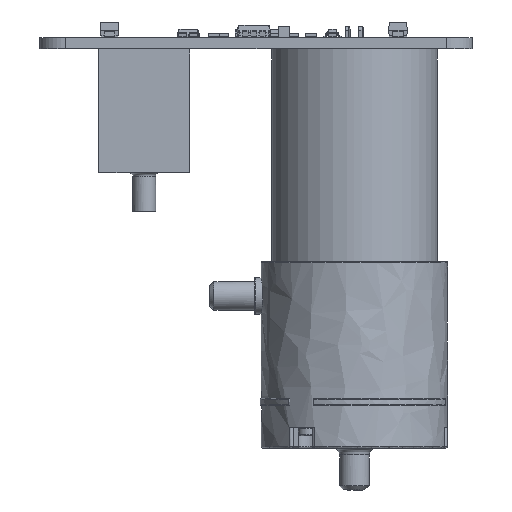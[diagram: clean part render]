
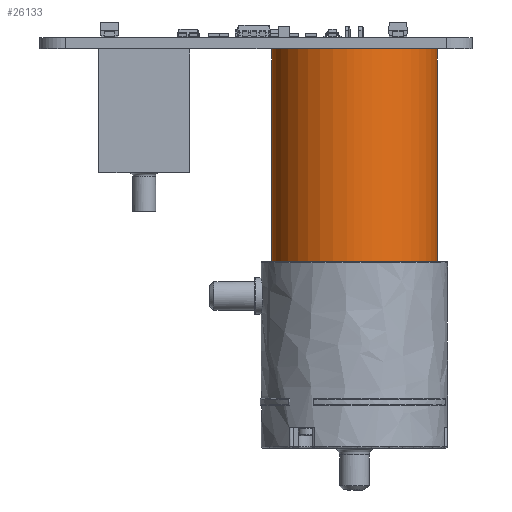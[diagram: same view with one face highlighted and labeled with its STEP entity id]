
A CAD part, front view. The second image highlights one B-rep face of the part: STEP entity #26133.
In plain terms, the highlighted free-form (B-spline) face has degree [2, 1] with [7, 2] control points.
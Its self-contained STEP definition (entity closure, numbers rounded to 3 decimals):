
#26111 = B_SPLINE_SURFACE_WITH_KNOTS('',1,1,(
    (#26112,#26113)
    ,(#26114,#26115
    )),.UNSPECIFIED.,.F.,.F.,.F.,(2,2),(2,2),(-12.05,12.05),(-12.05,
    12.05),.PIECEWISE_BEZIER_KNOTS.);
#26112 = CARTESIAN_POINT('',(-12.05,-12.05,0.));
#26113 = CARTESIAN_POINT('',(-12.05,12.05,0.));
#26114 = CARTESIAN_POINT('',(12.05,-12.05,0.));
#26115 = CARTESIAN_POINT('',(12.05,12.05,0.));
#26133 = ADVANCED_FACE('',(#26134),#26150,.T.);
#26134 = FACE_BOUND('',#26135,.T.);
#26135 = EDGE_LOOP('',(#26136,#26206,#26228,#26276));
#26136 = ORIENTED_EDGE('',*,*,#26137,.F.);
#26137 = EDGE_CURVE('',#26138,#26138,#26140,.T.);
#26138 = VERTEX_POINT('',#26139);
#26139 = CARTESIAN_POINT('',(-12.05,0.,30.9));
#26140 = SURFACE_CURVE('',#26141,(#26149,#26190),.PCURVE_S1.);
#26141 = ( BOUNDED_CURVE() B_SPLINE_CURVE(2,(#26142,#26143,#26144,#26145
    ,#26146,#26147,#26148),.UNSPECIFIED.,.T.,.F.) 
B_SPLINE_CURVE_WITH_KNOTS((3,2,2,3),(3.142,5.236,
7.33,9.425),.PIECEWISE_BEZIER_KNOTS.) CURVE() 
GEOMETRIC_REPRESENTATION_ITEM() RATIONAL_B_SPLINE_CURVE((1.,0.5,1.,0.5,
1.,0.5,1.)) REPRESENTATION_ITEM('') );
#26142 = CARTESIAN_POINT('',(-12.05,0.,30.9));
#26143 = CARTESIAN_POINT('',(-12.05,-20.871,30.9));
#26144 = CARTESIAN_POINT('',(6.025,-10.436,30.9));
#26145 = CARTESIAN_POINT('',(24.1,0.,30.9));
#26146 = CARTESIAN_POINT('',(6.025,10.436,30.9));
#26147 = CARTESIAN_POINT('',(-12.05,20.871,30.9));
#26148 = CARTESIAN_POINT('',(-12.05,0.,30.9));
#26149 = PCURVE('',#26150,#26165);
#26150 = ( BOUNDED_SURFACE() B_SPLINE_SURFACE(2,1,(
    (#26151,#26152)
    ,(#26153,#26154)
    ,(#26155,#26156)
    ,(#26157,#26158)
    ,(#26159,#26160)
    ,(#26161,#26162)
    ,(#26163,#26164
)),.UNSPECIFIED.,.T.,.F.,.F.) B_SPLINE_SURFACE_WITH_KNOTS((1,2,2,2,2,1),
  (2,2),(-2.094,0.,2.094,4.189,6.283,
    8.378),(0.,30.9),.UNSPECIFIED.) 
GEOMETRIC_REPRESENTATION_ITEM() RATIONAL_B_SPLINE_SURFACE((
    (1.,1.)
    ,(0.5,0.5)
    ,(1.,1.)
    ,(0.5,0.5)
    ,(1.,1.)
    ,(0.5,0.5)
,(1.,1.))) REPRESENTATION_ITEM('') SURFACE() );
#26151 = CARTESIAN_POINT('',(12.05,0.,0.));
#26152 = CARTESIAN_POINT('',(12.05,0.,30.9));
#26153 = CARTESIAN_POINT('',(12.05,20.871,0.));
#26154 = CARTESIAN_POINT('',(12.05,20.871,30.9));
#26155 = CARTESIAN_POINT('',(-6.025,10.436,0.));
#26156 = CARTESIAN_POINT('',(-6.025,10.436,30.9));
#26157 = CARTESIAN_POINT('',(-24.1,0.,0.));
#26158 = CARTESIAN_POINT('',(-24.1,0.,30.9));
#26159 = CARTESIAN_POINT('',(-6.025,-10.436,0.));
#26160 = CARTESIAN_POINT('',(-6.025,-10.436,30.9));
#26161 = CARTESIAN_POINT('',(12.05,-20.871,0.));
#26162 = CARTESIAN_POINT('',(12.05,-20.871,30.9));
#26163 = CARTESIAN_POINT('',(12.05,0.,0.));
#26164 = CARTESIAN_POINT('',(12.05,0.,30.9));
#26165 = DEFINITIONAL_REPRESENTATION('',(#26166),#26189);
#26166 = B_SPLINE_CURVE_WITH_KNOTS('',7,(#26167,#26168,#26169,#26170,
    #26171,#26172,#26173,#26174,#26175,#26176,#26177,#26178,#26179,
    #26180,#26181,#26182,#26183,#26184,#26185,#26186,#26187,#26188),
  .UNSPECIFIED.,.F.,.F.,(8,7,7,8),(3.142,5.236,
    7.33,9.425),.PIECEWISE_BEZIER_KNOTS.);
#26167 = CARTESIAN_POINT('',(-3.142,30.9));
#26168 = CARTESIAN_POINT('',(-2.927,30.9));
#26169 = CARTESIAN_POINT('',(-2.579,30.9));
#26170 = CARTESIAN_POINT('',(-2.588,30.9));
#26171 = CARTESIAN_POINT('',(-1.601,30.9));
#26172 = CARTESIAN_POINT('',(-1.61,30.9));
#26173 = CARTESIAN_POINT('',(-1.262,30.9));
#26174 = CARTESIAN_POINT('',(-1.047,30.9));
#26175 = CARTESIAN_POINT('',(-0.833,30.9));
#26176 = CARTESIAN_POINT('',(-0.485,30.9));
#26177 = CARTESIAN_POINT('',(-0.493,30.9));
#26178 = CARTESIAN_POINT('',(0.493,30.9));
#26179 = CARTESIAN_POINT('',(0.485,30.9));
#26180 = CARTESIAN_POINT('',(0.833,30.9));
#26181 = CARTESIAN_POINT('',(1.047,30.9));
#26182 = CARTESIAN_POINT('',(1.262,30.9));
#26183 = CARTESIAN_POINT('',(1.61,30.9));
#26184 = CARTESIAN_POINT('',(1.601,30.9));
#26185 = CARTESIAN_POINT('',(2.588,30.9));
#26186 = CARTESIAN_POINT('',(2.579,30.9));
#26187 = CARTESIAN_POINT('',(2.927,30.9));
#26188 = CARTESIAN_POINT('',(3.142,30.9));
#26189 = ( GEOMETRIC_REPRESENTATION_CONTEXT(2) 
PARAMETRIC_REPRESENTATION_CONTEXT() REPRESENTATION_CONTEXT('2D SPACE',''
  ) );
#26190 = PCURVE('',#26191,#26196);
#26191 = B_SPLINE_SURFACE_WITH_KNOTS('',1,1,(
    (#26192,#26193)
    ,(#26194,#26195
    )),.UNSPECIFIED.,.F.,.F.,.F.,(2,2),(2,2),(-12.05,12.05),(-12.05,
    12.05),.PIECEWISE_BEZIER_KNOTS.);
#26192 = CARTESIAN_POINT('',(-12.05,-12.05,30.9));
#26193 = CARTESIAN_POINT('',(-12.05,12.05,30.9));
#26194 = CARTESIAN_POINT('',(12.05,-12.05,30.9));
#26195 = CARTESIAN_POINT('',(12.05,12.05,30.9));
#26196 = DEFINITIONAL_REPRESENTATION('',(#26197),#26205);
#26197 = ( BOUNDED_CURVE() B_SPLINE_CURVE(2,(#26198,#26199,#26200,#26201
    ,#26202,#26203,#26204),.UNSPECIFIED.,.F.,.F.) 
B_SPLINE_CURVE_WITH_KNOTS((3,2,2,3),(3.142,5.236,
7.33,9.425),.PIECEWISE_BEZIER_KNOTS.) CURVE() 
GEOMETRIC_REPRESENTATION_ITEM() RATIONAL_B_SPLINE_CURVE((1.,0.5,1.,0.5,
1.,0.5,1.)) REPRESENTATION_ITEM('') );
#26198 = CARTESIAN_POINT('',(-12.05,0.));
#26199 = CARTESIAN_POINT('',(-12.05,-20.871));
#26200 = CARTESIAN_POINT('',(6.025,-10.436));
#26201 = CARTESIAN_POINT('',(24.1,0.));
#26202 = CARTESIAN_POINT('',(6.025,10.436));
#26203 = CARTESIAN_POINT('',(-12.05,20.871));
#26204 = CARTESIAN_POINT('',(-12.05,0.));
#26205 = ( GEOMETRIC_REPRESENTATION_CONTEXT(2) 
PARAMETRIC_REPRESENTATION_CONTEXT() REPRESENTATION_CONTEXT('2D SPACE',''
  ) );
#26206 = ORIENTED_EDGE('',*,*,#26207,.T.);
#26207 = EDGE_CURVE('',#26138,#26208,#26210,.T.);
#26208 = VERTEX_POINT('',#26209);
#26209 = CARTESIAN_POINT('',(-12.05,0.,0.));
#26210 = SEAM_CURVE('',#26211,(#26214,#26221),.PCURVE_S1.);
#26211 = B_SPLINE_CURVE_WITH_KNOTS('',1,(#26212,#26213),.UNSPECIFIED.,
  .F.,.F.,(2,2),(-30.9,0.),.PIECEWISE_BEZIER_KNOTS.);
#26212 = CARTESIAN_POINT('',(-12.05,0.,30.9));
#26213 = CARTESIAN_POINT('',(-12.05,0.,0.));
#26214 = PCURVE('',#26150,#26215);
#26215 = DEFINITIONAL_REPRESENTATION('',(#26216),#26220);
#26216 = B_SPLINE_CURVE_WITH_KNOTS('',2,(#26217,#26218,#26219),
  .UNSPECIFIED.,.F.,.F.,(3,3),(-30.9,0.),.PIECEWISE_BEZIER_KNOTS.);
#26217 = CARTESIAN_POINT('',(-3.142,30.9));
#26218 = CARTESIAN_POINT('',(-3.142,15.45));
#26219 = CARTESIAN_POINT('',(-3.142,0.));
#26220 = ( GEOMETRIC_REPRESENTATION_CONTEXT(2) 
PARAMETRIC_REPRESENTATION_CONTEXT() REPRESENTATION_CONTEXT('2D SPACE',''
  ) );
#26221 = PCURVE('',#26150,#26222);
#26222 = DEFINITIONAL_REPRESENTATION('',(#26223),#26227);
#26223 = B_SPLINE_CURVE_WITH_KNOTS('',2,(#26224,#26225,#26226),
  .UNSPECIFIED.,.F.,.F.,(3,3),(-30.9,0.),.PIECEWISE_BEZIER_KNOTS.);
#26224 = CARTESIAN_POINT('',(3.142,30.9));
#26225 = CARTESIAN_POINT('',(3.142,15.45));
#26226 = CARTESIAN_POINT('',(3.142,0.));
#26227 = ( GEOMETRIC_REPRESENTATION_CONTEXT(2) 
PARAMETRIC_REPRESENTATION_CONTEXT() REPRESENTATION_CONTEXT('2D SPACE',''
  ) );
#26228 = ORIENTED_EDGE('',*,*,#26229,.T.);
#26229 = EDGE_CURVE('',#26208,#26208,#26230,.T.);
#26230 = SURFACE_CURVE('',#26231,(#26239,#26265),.PCURVE_S1.);
#26231 = ( BOUNDED_CURVE() B_SPLINE_CURVE(2,(#26232,#26233,#26234,#26235
    ,#26236,#26237,#26238),.UNSPECIFIED.,.T.,.F.) 
B_SPLINE_CURVE_WITH_KNOTS((3,2,2,3),(3.142,5.236,
7.33,9.425),.PIECEWISE_BEZIER_KNOTS.) CURVE() 
GEOMETRIC_REPRESENTATION_ITEM() RATIONAL_B_SPLINE_CURVE((1.,0.5,1.,0.5,
1.,0.5,1.)) REPRESENTATION_ITEM('') );
#26232 = CARTESIAN_POINT('',(-12.05,0.,0.));
#26233 = CARTESIAN_POINT('',(-12.05,-20.871,0.));
#26234 = CARTESIAN_POINT('',(6.025,-10.436,0.));
#26235 = CARTESIAN_POINT('',(24.1,0.,0.));
#26236 = CARTESIAN_POINT('',(6.025,10.436,0.));
#26237 = CARTESIAN_POINT('',(-12.05,20.871,0.));
#26238 = CARTESIAN_POINT('',(-12.05,0.,0.));
#26239 = PCURVE('',#26150,#26240);
#26240 = DEFINITIONAL_REPRESENTATION('',(#26241),#26264);
#26241 = B_SPLINE_CURVE_WITH_KNOTS('',7,(#26242,#26243,#26244,#26245,
    #26246,#26247,#26248,#26249,#26250,#26251,#26252,#26253,#26254,
    #26255,#26256,#26257,#26258,#26259,#26260,#26261,#26262,#26263),
  .UNSPECIFIED.,.F.,.F.,(8,7,7,8),(3.142,5.236,
    7.33,9.425),.PIECEWISE_BEZIER_KNOTS.);
#26242 = CARTESIAN_POINT('',(-3.142,0.));
#26243 = CARTESIAN_POINT('',(-2.927,0.));
#26244 = CARTESIAN_POINT('',(-2.579,0.));
#26245 = CARTESIAN_POINT('',(-2.588,0.));
#26246 = CARTESIAN_POINT('',(-1.601,0.));
#26247 = CARTESIAN_POINT('',(-1.61,0.));
#26248 = CARTESIAN_POINT('',(-1.262,0.));
#26249 = CARTESIAN_POINT('',(-1.047,0.));
#26250 = CARTESIAN_POINT('',(-0.833,0.));
#26251 = CARTESIAN_POINT('',(-0.485,0.));
#26252 = CARTESIAN_POINT('',(-0.493,0.));
#26253 = CARTESIAN_POINT('',(0.493,0.));
#26254 = CARTESIAN_POINT('',(0.485,0.));
#26255 = CARTESIAN_POINT('',(0.833,0.));
#26256 = CARTESIAN_POINT('',(1.047,0.));
#26257 = CARTESIAN_POINT('',(1.262,0.));
#26258 = CARTESIAN_POINT('',(1.61,0.));
#26259 = CARTESIAN_POINT('',(1.601,0.));
#26260 = CARTESIAN_POINT('',(2.588,0.));
#26261 = CARTESIAN_POINT('',(2.579,0.));
#26262 = CARTESIAN_POINT('',(2.927,0.));
#26263 = CARTESIAN_POINT('',(3.142,0.));
#26264 = ( GEOMETRIC_REPRESENTATION_CONTEXT(2) 
PARAMETRIC_REPRESENTATION_CONTEXT() REPRESENTATION_CONTEXT('2D SPACE',''
  ) );
#26265 = PCURVE('',#26111,#26266);
#26266 = DEFINITIONAL_REPRESENTATION('',(#26267),#26275);
#26267 = ( BOUNDED_CURVE() B_SPLINE_CURVE(2,(#26268,#26269,#26270,#26271
    ,#26272,#26273,#26274),.UNSPECIFIED.,.F.,.F.) 
B_SPLINE_CURVE_WITH_KNOTS((3,2,2,3),(3.142,5.236,
7.33,9.425),.PIECEWISE_BEZIER_KNOTS.) CURVE() 
GEOMETRIC_REPRESENTATION_ITEM() RATIONAL_B_SPLINE_CURVE((1.,0.5,1.,0.5,
1.,0.5,1.)) REPRESENTATION_ITEM('') );
#26268 = CARTESIAN_POINT('',(-12.05,0.));
#26269 = CARTESIAN_POINT('',(-12.05,-20.871));
#26270 = CARTESIAN_POINT('',(6.025,-10.436));
#26271 = CARTESIAN_POINT('',(24.1,0.));
#26272 = CARTESIAN_POINT('',(6.025,10.436));
#26273 = CARTESIAN_POINT('',(-12.05,20.871));
#26274 = CARTESIAN_POINT('',(-12.05,0.));
#26275 = ( GEOMETRIC_REPRESENTATION_CONTEXT(2) 
PARAMETRIC_REPRESENTATION_CONTEXT() REPRESENTATION_CONTEXT('2D SPACE',''
  ) );
#26276 = ORIENTED_EDGE('',*,*,#26207,.F.);
